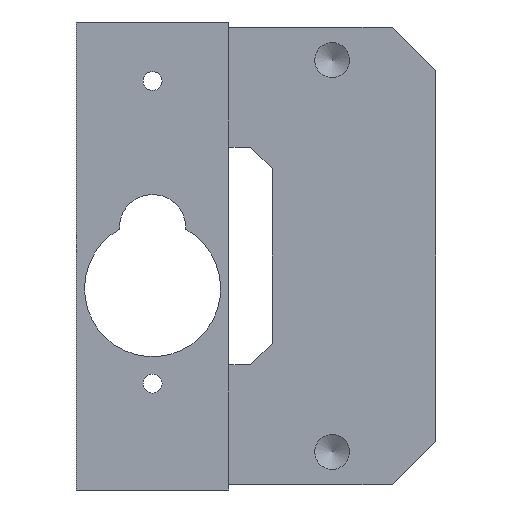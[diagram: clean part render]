
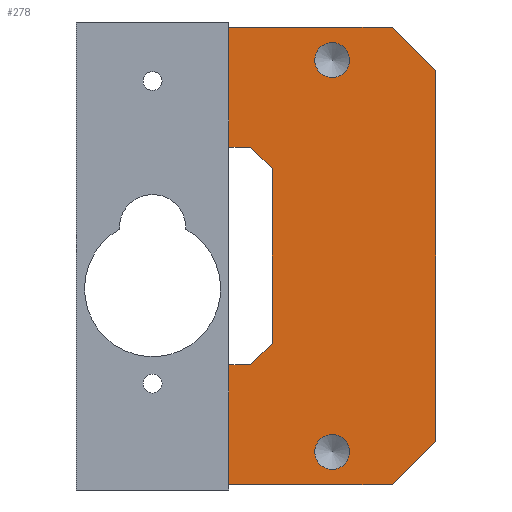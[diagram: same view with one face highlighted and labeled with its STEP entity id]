
A CAD part, left-side view. The second image highlights one B-rep face of the part: STEP entity #278.
In plain terms, the highlighted planar face has unit normal (-1, 0, 0).
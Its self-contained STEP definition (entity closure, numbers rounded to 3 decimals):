
#32 = VERTEX_POINT('',#33);
#33 = CARTESIAN_POINT('',(-132.25,-14.,83.75));
#39 = EDGE_CURVE('',#32,#40,#42,.T.);
#40 = VERTEX_POINT('',#41);
#41 = CARTESIAN_POINT('',(-132.25,-14.,72.75));
#42 = LINE('',#43,#44);
#43 = CARTESIAN_POINT('',(-132.25,-14.,84.25));
#44 = VECTOR('',#45,1.);
#45 = DIRECTION('',(0.,0.,-1.));
#48 = VERTEX_POINT('',#49);
#49 = CARTESIAN_POINT('',(-132.25,-14.,52.75));
#55 = EDGE_CURVE('',#48,#56,#58,.T.);
#56 = VERTEX_POINT('',#57);
#57 = CARTESIAN_POINT('',(-132.25,-14.,41.75));
#58 = LINE('',#59,#60);
#59 = CARTESIAN_POINT('',(-132.25,-14.,84.25));
#60 = VECTOR('',#61,1.);
#61 = DIRECTION('',(0.,0.,-1.));
#278 = ADVANCED_FACE('',(#279,#359,#370),#381,.T.);
#279 = FACE_BOUND('',#280,.T.);
#280 = EDGE_LOOP('',(#281,#289,#290,#298,#306,#314,#322,#328,#329,#337,
    #345,#353));
#281 = ORIENTED_EDGE('',*,*,#282,.F.);
#282 = EDGE_CURVE('',#48,#283,#285,.T.);
#283 = VERTEX_POINT('',#284);
#284 = CARTESIAN_POINT('',(-132.25,-16.,52.75));
#285 = LINE('',#286,#287);
#286 = CARTESIAN_POINT('',(-132.25,-10.,52.75));
#287 = VECTOR('',#288,1.);
#288 = DIRECTION('',(-0.,-1.,0.));
#289 = ORIENTED_EDGE('',*,*,#55,.T.);
#290 = ORIENTED_EDGE('',*,*,#291,.T.);
#291 = EDGE_CURVE('',#56,#292,#294,.T.);
#292 = VERTEX_POINT('',#293);
#293 = CARTESIAN_POINT('',(-132.25,-29.,41.75));
#294 = LINE('',#295,#296);
#295 = CARTESIAN_POINT('',(-132.25,-14.,41.75));
#296 = VECTOR('',#297,1.);
#297 = DIRECTION('',(-0.,-1.,0.));
#298 = ORIENTED_EDGE('',*,*,#299,.F.);
#299 = EDGE_CURVE('',#300,#292,#302,.T.);
#300 = VERTEX_POINT('',#301);
#301 = CARTESIAN_POINT('',(-132.25,-33.,45.75));
#302 = LINE('',#303,#304);
#303 = CARTESIAN_POINT('',(-132.25,-33.875,46.625));
#304 = VECTOR('',#305,1.);
#305 = DIRECTION('',(0.,0.707,-0.707)
  );
#306 = ORIENTED_EDGE('',*,*,#307,.T.);
#307 = EDGE_CURVE('',#300,#308,#310,.T.);
#308 = VERTEX_POINT('',#309);
#309 = CARTESIAN_POINT('',(-132.25,-33.,79.75));
#310 = LINE('',#311,#312);
#311 = CARTESIAN_POINT('',(-132.25,-33.,41.75));
#312 = VECTOR('',#313,1.);
#313 = DIRECTION('',(0.,0.,1.));
#314 = ORIENTED_EDGE('',*,*,#315,.T.);
#315 = EDGE_CURVE('',#308,#316,#318,.T.);
#316 = VERTEX_POINT('',#317);
#317 = CARTESIAN_POINT('',(-132.25,-29.,83.75));
#318 = LINE('',#319,#320);
#319 = CARTESIAN_POINT('',(-132.25,-33.875,78.875));
#320 = VECTOR('',#321,1.);
#321 = DIRECTION('',(0.,0.707,0.707)
  );
#322 = ORIENTED_EDGE('',*,*,#323,.T.);
#323 = EDGE_CURVE('',#316,#32,#324,.T.);
#324 = LINE('',#325,#326);
#325 = CARTESIAN_POINT('',(-132.25,-33.,83.75));
#326 = VECTOR('',#327,1.);
#327 = DIRECTION('',(0.,1.,0.));
#328 = ORIENTED_EDGE('',*,*,#39,.T.);
#329 = ORIENTED_EDGE('',*,*,#330,.F.);
#330 = EDGE_CURVE('',#331,#40,#333,.T.);
#331 = VERTEX_POINT('',#332);
#332 = CARTESIAN_POINT('',(-132.25,-16.,72.75));
#333 = LINE('',#334,#335);
#334 = CARTESIAN_POINT('',(-132.25,-18.,72.75));
#335 = VECTOR('',#336,1.);
#336 = DIRECTION('',(0.,1.,0.));
#337 = ORIENTED_EDGE('',*,*,#338,.F.);
#338 = EDGE_CURVE('',#339,#331,#341,.T.);
#339 = VERTEX_POINT('',#340);
#340 = CARTESIAN_POINT('',(-132.25,-18.,70.75));
#341 = LINE('',#342,#343);
#342 = CARTESIAN_POINT('',(-132.25,-20.875,67.875));
#343 = VECTOR('',#344,1.);
#344 = DIRECTION('',(0.,0.707,0.707)
  );
#345 = ORIENTED_EDGE('',*,*,#346,.F.);
#346 = EDGE_CURVE('',#347,#339,#349,.T.);
#347 = VERTEX_POINT('',#348);
#348 = CARTESIAN_POINT('',(-132.25,-18.,54.75));
#349 = LINE('',#350,#351);
#350 = CARTESIAN_POINT('',(-132.25,-18.,52.75));
#351 = VECTOR('',#352,1.);
#352 = DIRECTION('',(0.,0.,1.));
#353 = ORIENTED_EDGE('',*,*,#354,.F.);
#354 = EDGE_CURVE('',#283,#347,#355,.T.);
#355 = LINE('',#356,#357);
#356 = CARTESIAN_POINT('',(-132.25,-20.875,57.625));
#357 = VECTOR('',#358,1.);
#358 = DIRECTION('',(0.,-0.707,0.707)
  );
#359 = FACE_BOUND('',#360,.T.);
#360 = EDGE_LOOP('',(#361));
#361 = ORIENTED_EDGE('',*,*,#362,.F.);
#362 = EDGE_CURVE('',#363,#363,#365,.T.);
#363 = VERTEX_POINT('',#364);
#364 = CARTESIAN_POINT('',(-132.25,-23.5,46.35));
#365 = CIRCLE('',#366,1.6);
#366 = AXIS2_PLACEMENT_3D('',#367,#368,#369);
#367 = CARTESIAN_POINT('',(-132.25,-23.5,44.75));
#368 = DIRECTION('',(-1.,0.,0.));
#369 = DIRECTION('',(0.,0.,1.));
#370 = FACE_BOUND('',#371,.T.);
#371 = EDGE_LOOP('',(#372));
#372 = ORIENTED_EDGE('',*,*,#373,.F.);
#373 = EDGE_CURVE('',#374,#374,#376,.T.);
#374 = VERTEX_POINT('',#375);
#375 = CARTESIAN_POINT('',(-132.25,-23.5,82.35));
#376 = CIRCLE('',#377,1.6);
#377 = AXIS2_PLACEMENT_3D('',#378,#379,#380);
#378 = CARTESIAN_POINT('',(-132.25,-23.5,80.75));
#379 = DIRECTION('',(-1.,0.,0.));
#380 = DIRECTION('',(0.,0.,1.));
#381 = PLANE('',#382);
#382 = AXIS2_PLACEMENT_3D('',#383,#384,#385);
#383 = CARTESIAN_POINT('',(-132.25,-23.5,62.75));
#384 = DIRECTION('',(-1.,0.,0.));
#385 = DIRECTION('',(0.,0.,1.));
